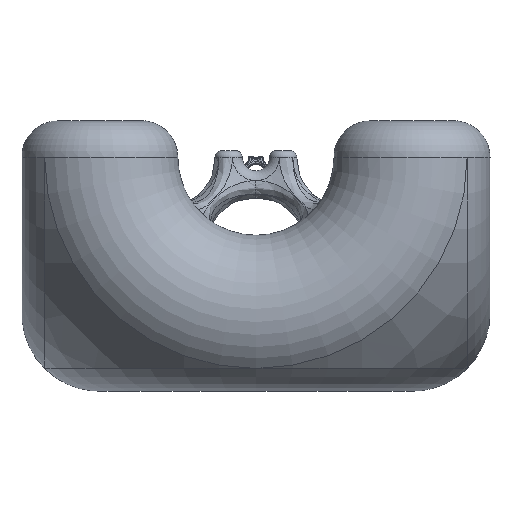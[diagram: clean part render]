
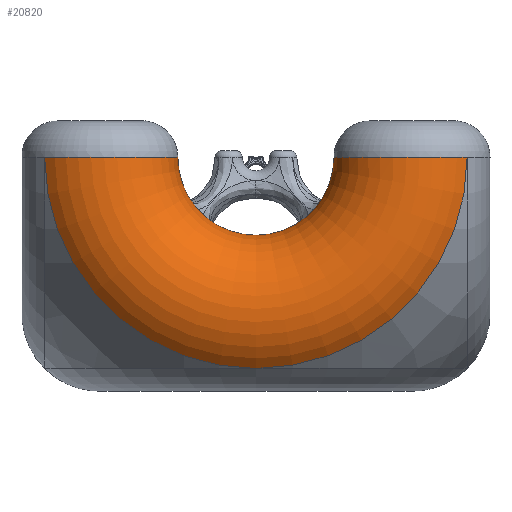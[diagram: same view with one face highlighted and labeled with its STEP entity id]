
A CAD part, front view. The second image highlights one B-rep face of the part: STEP entity #20820.
In plain terms, the highlighted toroidal (fillet/blend) face has major radius 1069.7 mm and minor radius 534.849 mm.
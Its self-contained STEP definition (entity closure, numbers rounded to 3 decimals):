
#1864 = EDGE_CURVE ( 'NONE', #32941, #31965, #9978, .T. ) ;
#2166 = ORIENTED_EDGE ( 'NONE', *, *, #25182, .T. ) ;
#2519 = DIRECTION ( 'NONE',  ( -1., 0., 0. ) ) ;
#2998 = CARTESIAN_POINT ( 'NONE',  ( 0., -1447.893, 0. ) ) ;
#3290 = VERTEX_POINT ( 'NONE', #10171 ) ;
#3356 = DIRECTION ( 'NONE',  ( 0., 1., 0. ) ) ;
#3976 = AXIS2_PLACEMENT_3D ( 'NONE', #12355, #23861, #35348 ) ;
#4021 = ORIENTED_EDGE ( 'NONE', *, *, #26259, .T. ) ;
#4091 = AXIS2_PLACEMENT_3D ( 'NONE', #14139, #25638, #37134 ) ;
#5035 = CARTESIAN_POINT ( 'NONE',  ( 0., -1069.698, 0. ) ) ;
#5559 = EDGE_CURVE ( 'NONE', #13024, #31965, #33474, .T. ) ;
#6184 = TOROIDAL_SURFACE ( 'NONE', #27261, 1069.698, 534.849 ) ;
#7630 = CARTESIAN_POINT ( 'NONE',  ( -1447.893, -1447.893, 0. ) ) ;
#7877 = FACE_OUTER_BOUND ( 'NONE', #14866, .T. ) ;
#8656 = AXIS2_PLACEMENT_3D ( 'NONE', #17721, #29212, #3356 ) ;
#9978 = CIRCLE ( 'NONE', #3976, 549.114 ) ;
#10171 = CARTESIAN_POINT ( 'NONE',  ( 1447.893, -1447.893, 0. ) ) ;
#10455 = VERTEX_POINT ( 'NONE', #7630 ) ;
#12355 = CARTESIAN_POINT ( 'NONE',  ( 0., -946.996, 0. ) ) ;
#12825 = AXIS2_PLACEMENT_3D ( 'NONE', #2998, #14526, #26025 ) ;
#13024 = VERTEX_POINT ( 'NONE', #32741 ) ;
#13799 = ORIENTED_EDGE ( 'NONE', *, *, #20581, .F. ) ;
#14139 = CARTESIAN_POINT ( 'NONE',  ( -1069.698, -1069.698, 0. ) ) ;
#14142 = CARTESIAN_POINT ( 'NONE',  ( 0., -946.996, 0. ) ) ;
#14526 = DIRECTION ( 'NONE',  ( 0., 1., 0. ) ) ;
#14866 = EDGE_LOOP ( 'NONE', ( #4021, #13799, #2166, #21445, #22336, #24468 ) ) ;
#16566 = DIRECTION ( 'NONE',  ( 0., -1., 0. ) ) ;
#16886 = CARTESIAN_POINT ( 'NONE',  ( 0., -1447.893, 0. ) ) ;
#17239 = AXIS2_PLACEMENT_3D ( 'NONE', #14142, #25641, #37137 ) ;
#17721 = CARTESIAN_POINT ( 'NONE',  ( 1069.698, -1069.698, 0. ) ) ;
#18565 = AXIS2_PLACEMENT_3D ( 'NONE', #16886, #28369, #2519 ) ;
#20380 = CIRCLE ( 'NONE', #4091, 534.849 ) ;
#20581 = EDGE_CURVE ( 'NONE', #3290, #23855, #29090, .T. ) ;
#20820 = ADVANCED_FACE ( 'NONE', ( #7877 ), #6184, .T. ) ;
#21445 = ORIENTED_EDGE ( 'NONE', *, *, #1864, .T. ) ;
#22336 = ORIENTED_EDGE ( 'NONE', *, *, #5559, .F. ) ;
#23161 = CARTESIAN_POINT ( 'NONE',  ( 549.114, -946.996, 0. ) ) ;
#23855 = VERTEX_POINT ( 'NONE', #33874 ) ;
#23861 = DIRECTION ( 'NONE',  ( 0., 1., 0. ) ) ;
#24468 = ORIENTED_EDGE ( 'NONE', *, *, #26107, .F. ) ;
#24920 = CIRCLE ( 'NONE', #8656, 534.849 ) ;
#25182 = EDGE_CURVE ( 'NONE', #3290, #32941, #24920, .T. ) ;
#25638 = DIRECTION ( 'NONE',  ( 0., 0., 1. ) ) ;
#25641 = DIRECTION ( 'NONE',  ( 0., -1., 0. ) ) ;
#26025 = DIRECTION ( 'NONE',  ( 1., 0., 0. ) ) ;
#26107 = EDGE_CURVE ( 'NONE', #10455, #13024, #20380, .T. ) ;
#26259 = EDGE_CURVE ( 'NONE', #10455, #23855, #34822, .T. ) ;
#27261 = AXIS2_PLACEMENT_3D ( 'NONE', #5035, #16566, #28048 ) ;
#28048 = DIRECTION ( 'NONE',  ( -1., 0., 0. ) ) ;
#28369 = DIRECTION ( 'NONE',  ( 0., -1., 0. ) ) ;
#29090 = CIRCLE ( 'NONE', #12825, 1447.893 ) ;
#29212 = DIRECTION ( 'NONE',  ( 0., 0., -1. ) ) ;
#31965 = VERTEX_POINT ( 'NONE', #32078 ) ;
#32078 = CARTESIAN_POINT ( 'NONE',  ( 0., -946.996, -549.114 ) ) ;
#32741 = CARTESIAN_POINT ( 'NONE',  ( -549.114, -946.996, 0. ) ) ;
#32941 = VERTEX_POINT ( 'NONE', #23161 ) ;
#33474 = CIRCLE ( 'NONE', #17239, 549.114 ) ;
#33874 = CARTESIAN_POINT ( 'NONE',  ( 0., -1447.893, -1447.893 ) ) ;
#34822 = CIRCLE ( 'NONE', #18565, 1447.893 ) ;
#35348 = DIRECTION ( 'NONE',  ( 1., 0., 0. ) ) ;
#37134 = DIRECTION ( 'NONE',  ( 0., 1., 0. ) ) ;
#37137 = DIRECTION ( 'NONE',  ( -1., 0., 0. ) ) ;
